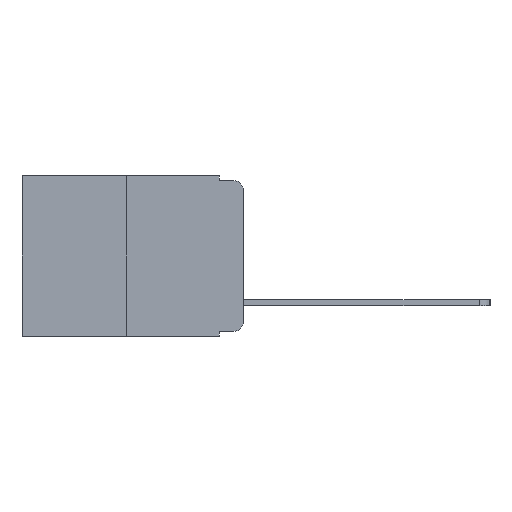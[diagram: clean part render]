
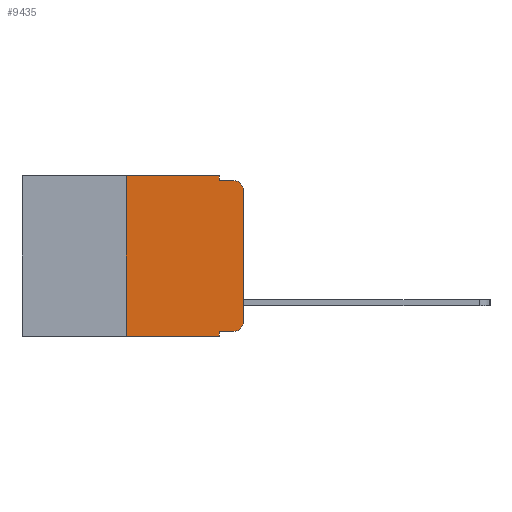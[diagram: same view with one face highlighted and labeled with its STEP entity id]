
A CAD part, left-side view. The second image highlights one B-rep face of the part: STEP entity #9435.
In plain terms, the highlighted planar face has unit normal (-1, 0, 0).
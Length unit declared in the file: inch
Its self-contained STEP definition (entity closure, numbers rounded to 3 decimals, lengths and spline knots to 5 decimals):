
#100 = AXIS2_PLACEMENT_3D ( 'NONE', #14926, #6535, #16297 ) ;
#338 = EDGE_CURVE ( 'NONE', #16413, #12107, #15128, .T. ) ;
#606 = FACE_OUTER_BOUND ( 'NONE', #10896, .T. ) ;
#795 = DIRECTION ( 'NONE',  ( 0., 0., -1. ) ) ;
#969 = ORIENTED_EDGE ( 'NONE', *, *, #12339, .F. ) ;
#1372 = CARTESIAN_POINT ( 'NONE',  ( 0., 0.051, -0.01 ) ) ;
#1941 = ORIENTED_EDGE ( 'NONE', *, *, #3756, .T. ) ;
#2011 = CARTESIAN_POINT ( 'NONE',  ( 0., 0., 0. ) ) ;
#2415 = LINE ( 'NONE', #2011, #6508 ) ;
#2474 = VECTOR ( 'NONE', #15851, 39.37008 ) ;
#2603 = LINE ( 'NONE', #12507, #17363 ) ;
#2738 = LINE ( 'NONE', #11185, #17478 ) ;
#3093 = DIRECTION ( 'NONE',  ( 0., -1., 0. ) ) ;
#3173 = ORIENTED_EDGE ( 'NONE', *, *, #3490, .T. ) ;
#3441 = CARTESIAN_POINT ( 'NONE',  ( 0., 0.02, -0.01 ) ) ;
#3490 = EDGE_CURVE ( 'NONE', #12135, #16413, #2415, .T. ) ;
#3756 = EDGE_CURVE ( 'NONE', #8197, #10002, #6724, .T. ) ;
#4078 = CARTESIAN_POINT ( 'NONE',  ( 0., 0.051, -0.01 ) ) ;
#4309 = CARTESIAN_POINT ( 'NONE',  ( 0., 0.25, 0. ) ) ;
#4397 = VECTOR ( 'NONE', #795, 39.37008 ) ;
#4756 = DIRECTION ( 'NONE',  ( 0., 0., -1. ) ) ;
#4786 = LINE ( 'NONE', #13203, #11934 ) ;
#5185 = VERTEX_POINT ( 'NONE', #4309 ) ;
#5206 = VERTEX_POINT ( 'NONE', #8719 ) ;
#5266 = CIRCLE ( 'NONE', #100, 0.02 ) ;
#5532 = DIRECTION ( 'NONE',  ( 0., -1., 0. ) ) ;
#5766 = VERTEX_POINT ( 'NONE', #4078 ) ;
#5897 = DIRECTION ( 'NONE',  ( -1., 0., 0. ) ) ;
#6098 = CARTESIAN_POINT ( 'NONE',  ( 0., 0.051, -0.343 ) ) ;
#6508 = VECTOR ( 'NONE', #13643, 39.37008 ) ;
#6535 = DIRECTION ( 'NONE',  ( -1., 0., 0. ) ) ;
#6724 = LINE ( 'NONE', #11339, #10037 ) ;
#7658 = ORIENTED_EDGE ( 'NONE', *, *, #338, .T. ) ;
#7685 = CARTESIAN_POINT ( 'NONE',  ( 0., 0., -0.03 ) ) ;
#8108 = AXIS2_PLACEMENT_3D ( 'NONE', #15978, #13273, #4756 ) ;
#8197 = VERTEX_POINT ( 'NONE', #10326 ) ;
#8719 = CARTESIAN_POINT ( 'NONE',  ( 0., 0.051, 0. ) ) ;
#8983 = ORIENTED_EDGE ( 'NONE', *, *, #14416, .F. ) ;
#9435 = ADVANCED_FACE ( 'NONE', ( #606 ), #17360, .F. ) ;
#9979 = DIRECTION ( 'NONE',  ( 0., -1., 0. ) ) ;
#10002 = VERTEX_POINT ( 'NONE', #6098 ) ;
#10037 = VECTOR ( 'NONE', #9979, 39.37008 ) ;
#10326 = CARTESIAN_POINT ( 'NONE',  ( 0., 0.25, -0.343 ) ) ;
#10466 = AXIS2_PLACEMENT_3D ( 'NONE', #14326, #5897, #15725 ) ;
#10527 = CARTESIAN_POINT ( 'NONE',  ( 0., 0.051, -0.333 ) ) ;
#10682 = EDGE_CURVE ( 'NONE', #16627, #12135, #5266, .T. ) ;
#10896 = EDGE_LOOP ( 'NONE', ( #3173, #7658, #11820, #15925, #969, #8983, #1941, #11618, #15277, #12472 ) ) ;
#11185 = CARTESIAN_POINT ( 'NONE',  ( 0., 0.473, 0. ) ) ;
#11339 = CARTESIAN_POINT ( 'NONE',  ( 0., 0.473, -0.343 ) ) ;
#11618 = ORIENTED_EDGE ( 'NONE', *, *, #13503, .F. ) ;
#11820 = ORIENTED_EDGE ( 'NONE', *, *, #18077, .F. ) ;
#11934 = VECTOR ( 'NONE', #15532, 39.37008 ) ;
#12107 = VERTEX_POINT ( 'NONE', #3441 ) ;
#12135 = VERTEX_POINT ( 'NONE', #13517 ) ;
#12339 = EDGE_CURVE ( 'NONE', #5185, #5206, #2738, .T. ) ;
#12472 = ORIENTED_EDGE ( 'NONE', *, *, #10682, .T. ) ;
#12507 = CARTESIAN_POINT ( 'NONE',  ( 0., 0.051, 0. ) ) ;
#12559 = EDGE_CURVE ( 'NONE', #17059, #16627, #14023, .T. ) ;
#13203 = CARTESIAN_POINT ( 'NONE',  ( 0., 0.25, 0. ) ) ;
#13273 = DIRECTION ( 'NONE',  ( 1., 0., 0. ) ) ;
#13503 = EDGE_CURVE ( 'NONE', #17059, #10002, #2603, .T. ) ;
#13517 = CARTESIAN_POINT ( 'NONE',  ( 0., 0., -0.313 ) ) ;
#13643 = DIRECTION ( 'NONE',  ( 0., 0., 1. ) ) ;
#13772 = CARTESIAN_POINT ( 'NONE',  ( 0., 0.02, -0.333 ) ) ;
#14023 = LINE ( 'NONE', #14454, #2474 ) ;
#14326 = CARTESIAN_POINT ( 'NONE',  ( 0., 0.02, -0.03 ) ) ;
#14416 = EDGE_CURVE ( 'NONE', #8197, #5185, #4786, .T. ) ;
#14454 = CARTESIAN_POINT ( 'NONE',  ( 0., 0.051, -0.333 ) ) ;
#14804 = VECTOR ( 'NONE', #3093, 39.37008 ) ;
#14926 = CARTESIAN_POINT ( 'NONE',  ( 0., 0.02, -0.313 ) ) ;
#15128 = CIRCLE ( 'NONE', #10466, 0.02 ) ;
#15277 = ORIENTED_EDGE ( 'NONE', *, *, #12559, .T. ) ;
#15341 = DIRECTION ( 'NONE',  ( 0., 0., -1. ) ) ;
#15532 = DIRECTION ( 'NONE',  ( 0., 0., 1. ) ) ;
#15707 = LINE ( 'NONE', #18028, #4397 ) ;
#15725 = DIRECTION ( 'NONE',  ( 0., 0., -1. ) ) ;
#15851 = DIRECTION ( 'NONE',  ( 0., -1., 0. ) ) ;
#15925 = ORIENTED_EDGE ( 'NONE', *, *, #17186, .F. ) ;
#15978 = CARTESIAN_POINT ( 'NONE',  ( 0., 0.473, 0. ) ) ;
#16297 = DIRECTION ( 'NONE',  ( 0., 0., -1. ) ) ;
#16413 = VERTEX_POINT ( 'NONE', #7685 ) ;
#16627 = VERTEX_POINT ( 'NONE', #13772 ) ;
#17059 = VERTEX_POINT ( 'NONE', #10527 ) ;
#17186 = EDGE_CURVE ( 'NONE', #5206, #5766, #15707, .T. ) ;
#17360 = PLANE ( 'NONE',  #8108 ) ;
#17363 = VECTOR ( 'NONE', #15341, 39.37008 ) ;
#17478 = VECTOR ( 'NONE', #5532, 39.37008 ) ;
#18028 = CARTESIAN_POINT ( 'NONE',  ( 0., 0.051, 0. ) ) ;
#18077 = EDGE_CURVE ( 'NONE', #5766, #12107, #18425, .T. ) ;
#18425 = LINE ( 'NONE', #1372, #14804 ) ;
